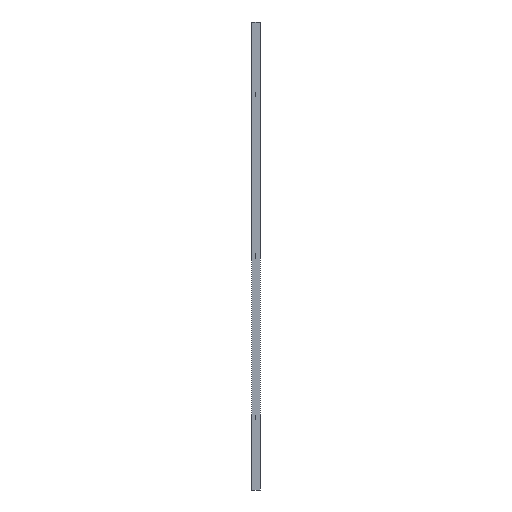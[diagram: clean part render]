
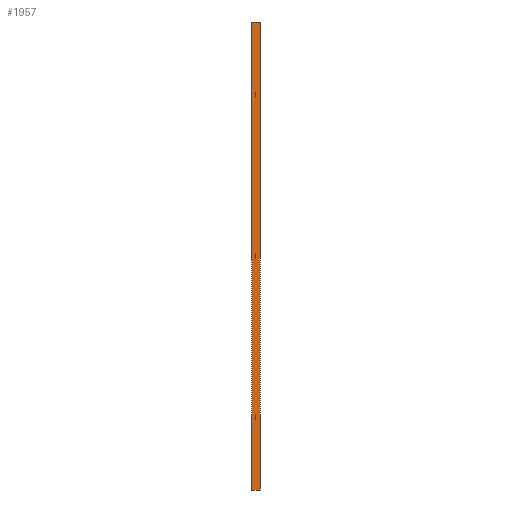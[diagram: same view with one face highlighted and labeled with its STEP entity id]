
A CAD part, left-side view. The second image highlights one B-rep face of the part: STEP entity #1957.
In plain terms, the highlighted planar face has unit normal (-1, 0, 0).
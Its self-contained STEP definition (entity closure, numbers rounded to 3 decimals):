
#329 = PLANE ( 'NONE',  #4479 ) ;
#494 = VECTOR ( 'NONE', #5433, 1000. ) ;
#1026 = EDGE_CURVE ( 'NONE', #5141, #3890, #6056, .T. ) ;
#1479 = LINE ( 'NONE', #2728, #5600 ) ;
#1646 = DIRECTION ( 'NONE',  ( 0., 0., 1. ) ) ;
#1783 = FACE_OUTER_BOUND ( 'NONE', #1910, .T. ) ;
#1808 = ORIENTED_EDGE ( 'NONE', *, *, #1026, .T. ) ;
#1910 = EDGE_LOOP ( 'NONE', ( #1808, #4587, #2327, #4074 ) ) ;
#1957 = ADVANCED_FACE ( 'NONE', ( #1783 ), #329, .F. ) ;
#2015 = VECTOR ( 'NONE', #5613, 1000. ) ;
#2051 = VECTOR ( 'NONE', #1646, 1000. ) ;
#2327 = ORIENTED_EDGE ( 'NONE', *, *, #4290, .F. ) ;
#2662 = CARTESIAN_POINT ( 'NONE',  ( -295., 0., -290. ) ) ;
#2668 = CARTESIAN_POINT ( 'NONE',  ( -295., 10., 290. ) ) ;
#2728 = CARTESIAN_POINT ( 'NONE',  ( -295., 10., 290. ) ) ;
#2821 = DIRECTION ( 'NONE',  ( 0., -1., 0. ) ) ;
#2843 = VERTEX_POINT ( 'NONE', #6943 ) ;
#3049 = EDGE_CURVE ( 'NONE', #2843, #5141, #3411, .T. ) ;
#3060 = LINE ( 'NONE', #3908, #2015 ) ;
#3226 = DIRECTION ( 'NONE',  ( 1., 0., 0. ) ) ;
#3373 = CARTESIAN_POINT ( 'NONE',  ( -295., 10., 290. ) ) ;
#3411 = LINE ( 'NONE', #4269, #494 ) ;
#3707 = VERTEX_POINT ( 'NONE', #3373 ) ;
#3875 = CARTESIAN_POINT ( 'NONE',  ( -295., 0., 290. ) ) ;
#3890 = VERTEX_POINT ( 'NONE', #4087 ) ;
#3908 = CARTESIAN_POINT ( 'NONE',  ( -295., 10., 290. ) ) ;
#4074 = ORIENTED_EDGE ( 'NONE', *, *, #3049, .T. ) ;
#4087 = CARTESIAN_POINT ( 'NONE',  ( -295., 0., 290. ) ) ;
#4116 = EDGE_CURVE ( 'NONE', #3707, #3890, #1479, .T. ) ;
#4269 = CARTESIAN_POINT ( 'NONE',  ( -295., 10., -290. ) ) ;
#4290 = EDGE_CURVE ( 'NONE', #2843, #3707, #3060, .T. ) ;
#4338 = DIRECTION ( 'NONE',  ( 0., 0., -1. ) ) ;
#4479 = AXIS2_PLACEMENT_3D ( 'NONE', #2668, #3226, #4338 ) ;
#4587 = ORIENTED_EDGE ( 'NONE', *, *, #4116, .F. ) ;
#5141 = VERTEX_POINT ( 'NONE', #2662 ) ;
#5433 = DIRECTION ( 'NONE',  ( 0., -1., 0. ) ) ;
#5600 = VECTOR ( 'NONE', #2821, 1000. ) ;
#5613 = DIRECTION ( 'NONE',  ( 0., 0., 1. ) ) ;
#6056 = LINE ( 'NONE', #3875, #2051 ) ;
#6943 = CARTESIAN_POINT ( 'NONE',  ( -295., 10., -290. ) ) ;
